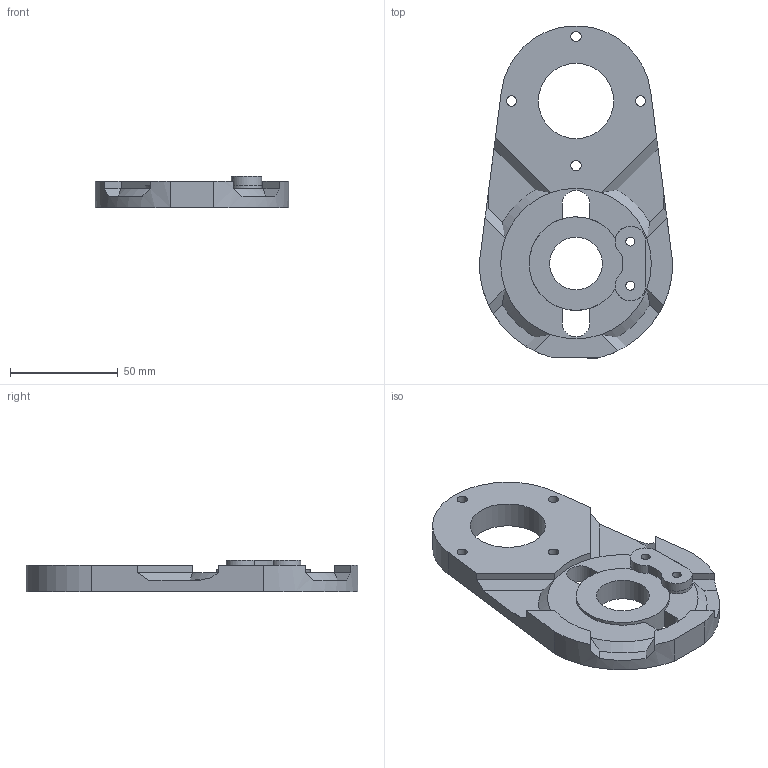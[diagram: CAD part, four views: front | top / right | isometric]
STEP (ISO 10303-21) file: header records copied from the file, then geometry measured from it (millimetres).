
FILE_DESCRIPTION(/* description */ ('Alibre Inc.'),/* implementation_level */ '2;1');
FILE_NAME(/* name */ 'export0',/* time_stamp */ '2015-09-22T20:37:24-06:00',/* author */ (''),/* organization */ (''),/* preprocessor_version */ 'ST-DEVELOPER v14',/* originating_system */ 'Alibre',/* authorisation */ '');
FILE_SCHEMA (('CONFIG_CONTROL_DESIGN'));
Length unit declared in the file: centimetre
Products named in the file (1): ID_1
Bounding box: 90 x 154.34 x 14.8 mm (x, y, z)
Volume: 96786.4 mm3; surface area: 29139.8 mm2
Topology: 1 solids, 1 shells, 79 faces, 199 edges, 127 vertices
Faces by surface type: plane 44, cylinder 31, cone 4
Full cylindrical faces by diameter (mm): 4.2 x4, 4.8 x4, 8 x2, 8.15 x4, 24.5 x1, 35 x1
Entity records: 2298 total; most frequent: CARTESIAN_POINT 389, ORIENTED_EDGE 360, DIRECTION 351, EDGE_CURVE 180, AXIS2_PLACEMENT_3D 151, VERTEX_POINT 124, EDGE_LOOP 120, FACE_BOUND 120
